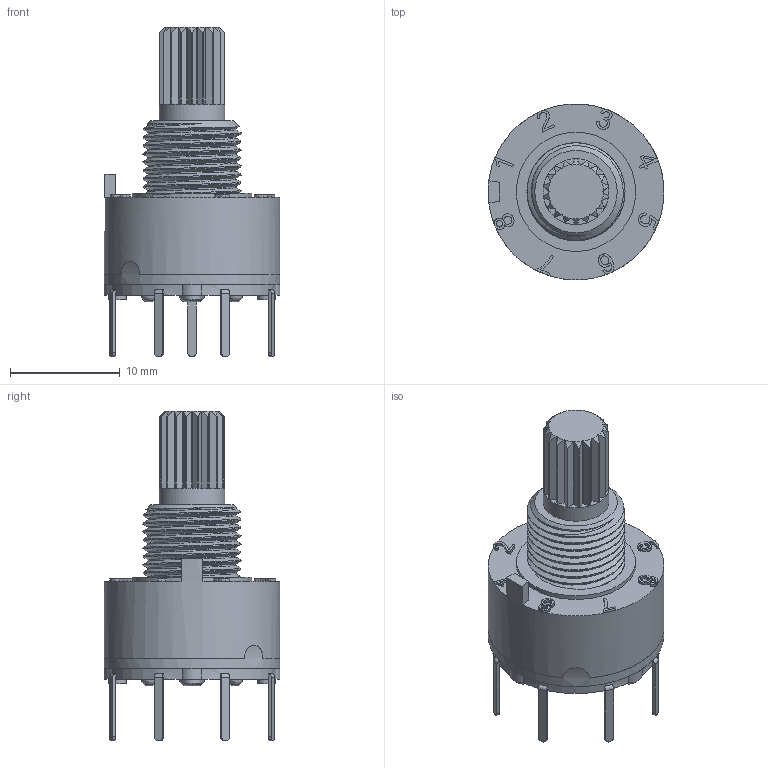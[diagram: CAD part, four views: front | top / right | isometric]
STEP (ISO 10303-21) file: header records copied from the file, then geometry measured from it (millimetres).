
FILE_DESCRIPTION(/* description */ (''),/* implementation_level */ '2;1');
FILE_NAME(/* name */ 'mini rotary switch (1P8T).step',/* time_stamp */ '2021-08-28T20:55:22+03:00',/* author */ (''),/* organization */ (''),/* preprocessor_version */ 'ST-DEVELOPER v18.1',/* originating_system */ 'Autodesk Translation Framework v10.9.0.1377',/* authorisation */ '');
FILE_SCHEMA (('AUTOMOTIVE_DESIGN { 1 0 10303 214 3 1 1 }'));
Length unit declared in the file: millimetre
Products named in the file (1): 1p8t rotary mini switch
Bounding box: 16 x 16 x 30 mm (x, y, z)
Volume: 2408.5 mm3; surface area: 2534 mm2
Topology: 12 solids, 12 shells, 502 faces, 1311 edges, 863 vertices
Faces by surface type: plane 247, bspline 137, cylinder 99, cone 19
Full cylindrical faces by diameter (mm): 1.2 x8, 1.6 x4, 6 x2, 8.047 x4, 8.908 x3, 10.85 x1, 16 x2
Entity records: 18469 total; most frequent: CARTESIAN_POINT 6985, ORIENTED_EDGE 2622, DIRECTION 1930, EDGE_CURVE 1311, VERTEX_POINT 863, LINE 688, VECTOR 688, AXIS2_PLACEMENT_3D 621
